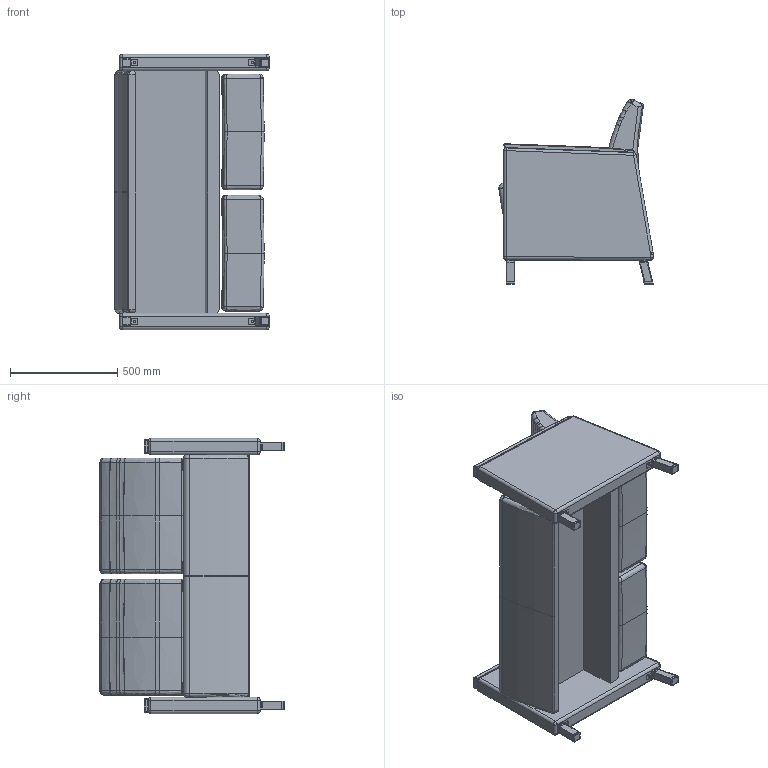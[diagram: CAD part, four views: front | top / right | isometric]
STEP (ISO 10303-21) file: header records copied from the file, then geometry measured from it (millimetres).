
FILE_DESCRIPTION(/* description */ (''),/* implementation_level */ '2;1');
FILE_NAME(/* name */ 'KMU20U-W-J.stp',/* time_stamp */ '2021-02-09T11:27:20-05:00',/* author */ ('jbosley'),/* organization */ (''),/* preprocessor_version */ 'ST-DEVELOPER v18',/* originating_system */ 'Autodesk Inventor 2020',/* authorisation */ '');
FILE_SCHEMA (('AUTOMOTIVE_DESIGN { 1 0 10303 214 3 1 1 }'));
Length unit declared in the file: inch
Products named in the file (16): KMU20U-W-J; KOU20 USEAT; KOU10 NEW BACK; LEG MBO11; LEG MBO11_1; LEG MBO11_2; LEG MBO11 TOP PLATE; LEG 4-1; LEG 4-1_1; LEG 4-1_2; LEG 4-1 TOP PLATE; LEG CAP 1.5-1 (GENERIC); LEG CAP KOL-1 (GENERIC); KMU10U-W-J; KMU10 ARM; WAC KMU10-B
Assembly tree (21 placements, depth 3):
  KMU20U-W-J
    KOU20 USEAT
    KOU10 NEW BACK  x2
    LEG MBO11  x2
      LEG MBO11_1
      LEG MBO11_2
      LEG MBO11 TOP PLATE
    LEG 4-1  x2
      LEG 4-1_1
      LEG 4-1_2
      LEG 4-1 TOP PLATE
    LEG CAP 1.5-1 (GENERIC)  x2
    LEG CAP KOL-1 (GENERIC)  x2
    KMU10U-W-J  x2
      KMU10 ARM
      WAC KMU10-B
Bounding box: 719.6 x 861.75 x 1282.7 mm (x, y, z)
Volume: 247327527.7 mm3; surface area: 6270918.7 mm2
Topology: 35 solids, 35 shells, 716 faces, 1646 edges, 992 vertices
Faces by surface type: plane 254, bspline 200, cylinder 198, torus 32, sphere 32
Full cylindrical faces by diameter (mm): 1.587 x8, 9.525 x8
Entity records: 14445 total; most frequent: CARTESIAN_POINT 5572, ORIENTED_EDGE 1770, DIRECTION 1628, EDGE_CURVE 885, AXIS2_PLACEMENT_3D 618, VERTEX_POINT 536, EDGE_LOOP 399, LINE 392
